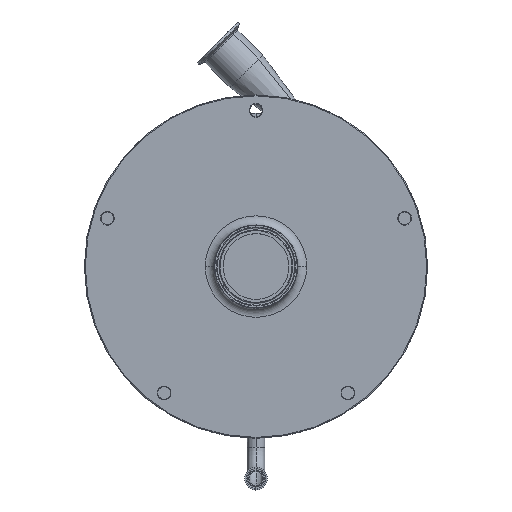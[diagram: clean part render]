
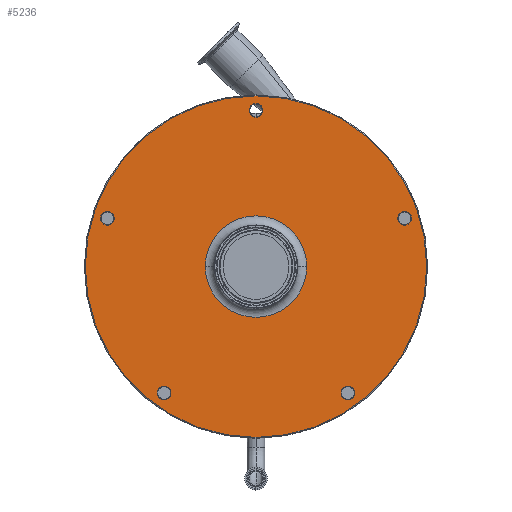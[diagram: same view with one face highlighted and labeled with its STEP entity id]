
A CAD part, top view. The second image highlights one B-rep face of the part: STEP entity #5236.
In plain terms, the highlighted planar face has unit normal (0, 0, 1).
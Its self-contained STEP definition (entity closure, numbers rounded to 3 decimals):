
#29 = ORIENTED_EDGE ( 'NONE', *, *, #386, .F. ) ;
#57 = DIRECTION ( 'NONE',  ( 0., 0., 1. ) ) ;
#219 = VERTEX_POINT ( 'NONE', #900 ) ;
#237 = EDGE_LOOP ( 'NONE', ( #6376, #6257 ) ) ;
#305 = EDGE_LOOP ( 'NONE', ( #821, #1780 ) ) ;
#344 = FACE_BOUND ( 'NONE', #537, .T. ) ;
#386 = EDGE_CURVE ( 'NONE', #4451, #6469, #6064, .T. ) ;
#514 = EDGE_CURVE ( 'NONE', #3955, #1408, #565, .T. ) ;
#537 = EDGE_LOOP ( 'NONE', ( #6880, #5171 ) ) ;
#559 = AXIS2_PLACEMENT_3D ( 'NONE', #7189, #7265, #2146 ) ;
#565 = CIRCLE ( 'NONE', #6541, 7.5 ) ;
#589 = ORIENTED_EDGE ( 'NONE', *, *, #1714, .F. ) ;
#605 = AXIS2_PLACEMENT_3D ( 'NONE', #3440, #57, #2396 ) ;
#610 = DIRECTION ( 'NONE',  ( 0., -1., 0. ) ) ;
#620 = CARTESIAN_POINT ( 'NONE',  ( 0., 172.5, 289. ) ) ;
#660 = CARTESIAN_POINT ( 'NONE',  ( 188.5, 0., 289. ) ) ;
#705 = DIRECTION ( 'NONE',  ( 0., 0., 1. ) ) ;
#821 = ORIENTED_EDGE ( 'NONE', *, *, #964, .F. ) ;
#824 = DIRECTION ( 'NONE',  ( 0., 0., 1. ) ) ;
#839 = CARTESIAN_POINT ( 'NONE',  ( 0., 0., 289. ) ) ;
#900 = CARTESIAN_POINT ( 'NONE',  ( 101.393, -147.055, 289. ) ) ;
#904 = DIRECTION ( 'NONE',  ( 0., -1., 0. ) ) ;
#964 = EDGE_CURVE ( 'NONE', #219, #7107, #1730, .T. ) ;
#1045 = CARTESIAN_POINT ( 'NONE',  ( -101.393, -147.055, 289. ) ) ;
#1059 = VERTEX_POINT ( 'NONE', #1045 ) ;
#1219 = DIRECTION ( 'NONE',  ( 0., 0., 1. ) ) ;
#1245 = CARTESIAN_POINT ( 'NONE',  ( -164.057, 53.305, 289. ) ) ;
#1322 = DIRECTION ( 'NONE',  ( 0., -1., 0. ) ) ;
#1362 = DIRECTION ( 'NONE',  ( 0., 0., -1. ) ) ;
#1374 = EDGE_CURVE ( 'NONE', #3762, #5240, #4205, .T. ) ;
#1382 = VERTEX_POINT ( 'NONE', #2394 ) ;
#1393 = CIRCLE ( 'NONE', #5503, 7.5 ) ;
#1408 = VERTEX_POINT ( 'NONE', #5828 ) ;
#1462 = CARTESIAN_POINT ( 'NONE',  ( 101.393, -139.555, 289. ) ) ;
#1463 = CIRCLE ( 'NONE', #6134, 56. ) ;
#1468 = AXIS2_PLACEMENT_3D ( 'NONE', #2565, #1981, #6985 ) ;
#1668 = EDGE_CURVE ( 'NONE', #6626, #3171, #5393, .T. ) ;
#1714 = EDGE_CURVE ( 'NONE', #1408, #3955, #1393, .T. ) ;
#1730 = CIRCLE ( 'NONE', #3619, 7.5 ) ;
#1780 = ORIENTED_EDGE ( 'NONE', *, *, #2306, .F. ) ;
#1863 = DIRECTION ( 'NONE',  ( 0., 0., 1. ) ) ;
#1867 = AXIS2_PLACEMENT_3D ( 'NONE', #7000, #824, #2509 ) ;
#1981 = DIRECTION ( 'NONE',  ( 0., 0., -1. ) ) ;
#2021 = CARTESIAN_POINT ( 'NONE',  ( -164.057, 53.305, 289. ) ) ;
#2022 = DIRECTION ( 'NONE',  ( 0., 0., -1. ) ) ;
#2097 = CARTESIAN_POINT ( 'NONE',  ( -101.393, -139.555, 289. ) ) ;
#2146 = DIRECTION ( 'NONE',  ( 1., 0., 0. ) ) ;
#2306 = EDGE_CURVE ( 'NONE', #7107, #219, #6936, .T. ) ;
#2324 = CARTESIAN_POINT ( 'NONE',  ( 0., 0., 289. ) ) ;
#2343 = DIRECTION ( 'NONE',  ( 0., -1., 0. ) ) ;
#2394 = CARTESIAN_POINT ( 'NONE',  ( -56., 0., 289. ) ) ;
#2396 = DIRECTION ( 'NONE',  ( 0., -1., 0. ) ) ;
#2461 = CIRCLE ( 'NONE', #5641, 7.5 ) ;
#2509 = DIRECTION ( 'NONE',  ( 0., -1., 0. ) ) ;
#2519 = CARTESIAN_POINT ( 'NONE',  ( 0., 0., 289. ) ) ;
#2527 = FACE_BOUND ( 'NONE', #3441, .T. ) ;
#2565 = CARTESIAN_POINT ( 'NONE',  ( 0., 189.5, 289. ) ) ;
#2724 = CARTESIAN_POINT ( 'NONE',  ( -101.393, -132.055, 289. ) ) ;
#2755 = EDGE_CURVE ( 'NONE', #3171, #6626, #6836, .T. ) ;
#2893 = ORIENTED_EDGE ( 'NONE', *, *, #6991, .F. ) ;
#2896 = DIRECTION ( 'NONE',  ( 0., 0., 1. ) ) ;
#2970 = FACE_BOUND ( 'NONE', #3663, .T. ) ;
#3008 = FACE_BOUND ( 'NONE', #305, .T. ) ;
#3102 = ORIENTED_EDGE ( 'NONE', *, *, #2755, .F. ) ;
#3163 = CIRCLE ( 'NONE', #1867, 7.5 ) ;
#3171 = VERTEX_POINT ( 'NONE', #6732 ) ;
#3196 = CARTESIAN_POINT ( 'NONE',  ( 164.057, 45.805, 289. ) ) ;
#3391 = AXIS2_PLACEMENT_3D ( 'NONE', #2324, #1219, #5157 ) ;
#3440 = CARTESIAN_POINT ( 'NONE',  ( 101.393, -139.555, 289. ) ) ;
#3441 = EDGE_LOOP ( 'NONE', ( #3892, #4301 ) ) ;
#3475 = AXIS2_PLACEMENT_3D ( 'NONE', #2519, #1863, #4769 ) ;
#3581 = EDGE_CURVE ( 'NONE', #1382, #6375, #3924, .T. ) ;
#3616 = DIRECTION ( 'NONE',  ( -1., 0., 0. ) ) ;
#3619 = AXIS2_PLACEMENT_3D ( 'NONE', #1462, #5953, #904 ) ;
#3621 = EDGE_CURVE ( 'NONE', #6375, #1382, #1463, .T. ) ;
#3648 = VERTEX_POINT ( 'NONE', #2724 ) ;
#3663 = EDGE_LOOP ( 'NONE', ( #6746, #589 ) ) ;
#3682 = AXIS2_PLACEMENT_3D ( 'NONE', #2021, #6393, #1322 ) ;
#3762 = VERTEX_POINT ( 'NONE', #660 ) ;
#3799 = DIRECTION ( 'NONE',  ( 0., -1., 0. ) ) ;
#3892 = ORIENTED_EDGE ( 'NONE', *, *, #3581, .T. ) ;
#3924 = CIRCLE ( 'NONE', #5807, 56. ) ;
#3955 = VERTEX_POINT ( 'NONE', #3196 ) ;
#3957 = EDGE_LOOP ( 'NONE', ( #3102, #6989 ) ) ;
#4155 = CARTESIAN_POINT ( 'NONE',  ( 7.5, 172.5, 289. ) ) ;
#4205 = CIRCLE ( 'NONE', #3391, 188.5 ) ;
#4230 = PLANE ( 'NONE',  #1468 ) ;
#4263 = DIRECTION ( 'NONE',  ( -1., 0., 0. ) ) ;
#4301 = ORIENTED_EDGE ( 'NONE', *, *, #3621, .T. ) ;
#4328 = AXIS2_PLACEMENT_3D ( 'NONE', #620, #5130, #5023 ) ;
#4332 = AXIS2_PLACEMENT_3D ( 'NONE', #1245, #705, #4879 ) ;
#4352 = DIRECTION ( 'NONE',  ( 0., 0., 1. ) ) ;
#4446 = CARTESIAN_POINT ( 'NONE',  ( 164.057, 53.305, 289. ) ) ;
#4451 = VERTEX_POINT ( 'NONE', #4155 ) ;
#4529 = CIRCLE ( 'NONE', #3475, 188.5 ) ;
#4769 = DIRECTION ( 'NONE',  ( -1., 0., 0. ) ) ;
#4874 = EDGE_LOOP ( 'NONE', ( #29, #2893 ) ) ;
#4879 = DIRECTION ( 'NONE',  ( 0., -1., 0. ) ) ;
#4893 = DIRECTION ( 'NONE',  ( 0., 0., 1. ) ) ;
#5023 = DIRECTION ( 'NONE',  ( 1., 0., 0. ) ) ;
#5059 = CARTESIAN_POINT ( 'NONE',  ( 101.393, -132.055, 289. ) ) ;
#5079 = CARTESIAN_POINT ( 'NONE',  ( 56., 0., 289. ) ) ;
#5130 = DIRECTION ( 'NONE',  ( 0., 0., 1. ) ) ;
#5157 = DIRECTION ( 'NONE',  ( -1., 0., 0. ) ) ;
#5171 = ORIENTED_EDGE ( 'NONE', *, *, #6530, .F. ) ;
#5192 = CARTESIAN_POINT ( 'NONE',  ( -7.5, 172.5, 289. ) ) ;
#5222 = FACE_BOUND ( 'NONE', #4874, .T. ) ;
#5236 = ADVANCED_FACE ( 'NONE', ( #6428, #344, #3008, #2970, #5222, #5297, #2527 ), #4230, .F. ) ;
#5240 = VERTEX_POINT ( 'NONE', #5259 ) ;
#5259 = CARTESIAN_POINT ( 'NONE',  ( -188.5, 0., 289. ) ) ;
#5297 = FACE_OUTER_BOUND ( 'NONE', #237, .T. ) ;
#5393 = CIRCLE ( 'NONE', #4332, 7.5 ) ;
#5503 = AXIS2_PLACEMENT_3D ( 'NONE', #7143, #4352, #610 ) ;
#5641 = AXIS2_PLACEMENT_3D ( 'NONE', #2097, #4893, #3799 ) ;
#5678 = EDGE_CURVE ( 'NONE', #5240, #3762, #4529, .T. ) ;
#5807 = AXIS2_PLACEMENT_3D ( 'NONE', #6396, #1362, #3616 ) ;
#5828 = CARTESIAN_POINT ( 'NONE',  ( 164.057, 60.805, 289. ) ) ;
#5936 = CARTESIAN_POINT ( 'NONE',  ( -164.057, 60.805, 289. ) ) ;
#5953 = DIRECTION ( 'NONE',  ( 0., 0., 1. ) ) ;
#6064 = CIRCLE ( 'NONE', #559, 7.5 ) ;
#6134 = AXIS2_PLACEMENT_3D ( 'NONE', #839, #2022, #4263 ) ;
#6257 = ORIENTED_EDGE ( 'NONE', *, *, #1374, .T. ) ;
#6375 = VERTEX_POINT ( 'NONE', #5079 ) ;
#6376 = ORIENTED_EDGE ( 'NONE', *, *, #5678, .T. ) ;
#6393 = DIRECTION ( 'NONE',  ( 0., 0., 1. ) ) ;
#6396 = CARTESIAN_POINT ( 'NONE',  ( 0., 0., 289. ) ) ;
#6428 = FACE_BOUND ( 'NONE', #3957, .T. ) ;
#6469 = VERTEX_POINT ( 'NONE', #5192 ) ;
#6530 = EDGE_CURVE ( 'NONE', #3648, #1059, #2461, .T. ) ;
#6541 = AXIS2_PLACEMENT_3D ( 'NONE', #4446, #2896, #2343 ) ;
#6626 = VERTEX_POINT ( 'NONE', #5936 ) ;
#6680 = CIRCLE ( 'NONE', #4328, 7.5 ) ;
#6732 = CARTESIAN_POINT ( 'NONE',  ( -164.057, 45.805, 289. ) ) ;
#6746 = ORIENTED_EDGE ( 'NONE', *, *, #514, .F. ) ;
#6836 = CIRCLE ( 'NONE', #3682, 7.5 ) ;
#6880 = ORIENTED_EDGE ( 'NONE', *, *, #7160, .F. ) ;
#6936 = CIRCLE ( 'NONE', #605, 7.5 ) ;
#6985 = DIRECTION ( 'NONE',  ( -1., 0., 0. ) ) ;
#6989 = ORIENTED_EDGE ( 'NONE', *, *, #1668, .F. ) ;
#6991 = EDGE_CURVE ( 'NONE', #6469, #4451, #6680, .T. ) ;
#7000 = CARTESIAN_POINT ( 'NONE',  ( -101.393, -139.555, 289. ) ) ;
#7107 = VERTEX_POINT ( 'NONE', #5059 ) ;
#7143 = CARTESIAN_POINT ( 'NONE',  ( 164.057, 53.305, 289. ) ) ;
#7160 = EDGE_CURVE ( 'NONE', #1059, #3648, #3163, .T. ) ;
#7189 = CARTESIAN_POINT ( 'NONE',  ( 0., 172.5, 289. ) ) ;
#7265 = DIRECTION ( 'NONE',  ( 0., 0., 1. ) ) ;
